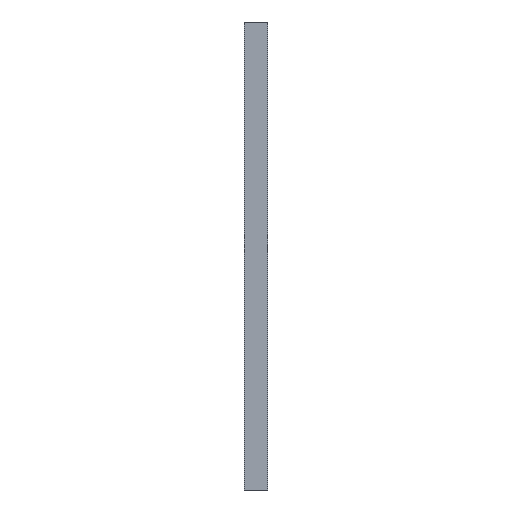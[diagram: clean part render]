
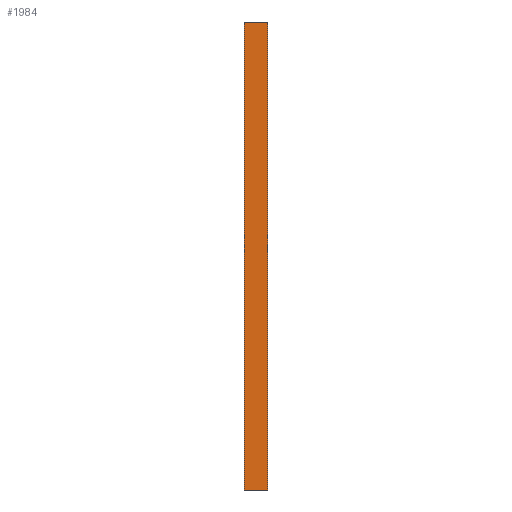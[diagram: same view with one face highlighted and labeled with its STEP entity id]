
A CAD part, left-side view. The second image highlights one B-rep face of the part: STEP entity #1984.
In plain terms, the highlighted planar face has unit normal (-1, 0, 0).
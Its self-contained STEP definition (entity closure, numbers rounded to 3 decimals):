
#356 = EDGE_CURVE ( 'NONE', #6923, #4809, #7057, .T. ) ;
#886 = VECTOR ( 'NONE', #12386, 1000. ) ;
#1780 = CARTESIAN_POINT ( 'NONE',  ( -60., 0., -60. ) ) ;
#1984 = ADVANCED_FACE ( 'NONE', ( #2301 ), #6598, .F. ) ;
#2301 = FACE_OUTER_BOUND ( 'NONE', #5612, .T. ) ;
#2313 = DIRECTION ( 'NONE',  ( 0., 0., 1. ) ) ;
#2375 = ORIENTED_EDGE ( 'NONE', *, *, #9886, .F. ) ;
#3428 = ORIENTED_EDGE ( 'NONE', *, *, #6087, .T. ) ;
#3628 = LINE ( 'NONE', #13407, #886 ) ;
#4036 = DIRECTION ( 'NONE',  ( 0., -1., 0. ) ) ;
#4720 = VECTOR ( 'NONE', #2313, 1000. ) ;
#4809 = VERTEX_POINT ( 'NONE', #5505 ) ;
#4888 = LINE ( 'NONE', #9308, #4720 ) ;
#5116 = CARTESIAN_POINT ( 'NONE',  ( -60., 6., -60. ) ) ;
#5505 = CARTESIAN_POINT ( 'NONE',  ( -60., 6., 60. ) ) ;
#5612 = EDGE_LOOP ( 'NONE', ( #3428, #2375, #7726, #12390 ) ) ;
#6087 = EDGE_CURVE ( 'NONE', #13279, #9053, #4888, .T. ) ;
#6598 = PLANE ( 'NONE',  #9580 ) ;
#6776 = VECTOR ( 'NONE', #4036, 1000. ) ;
#6923 = VERTEX_POINT ( 'NONE', #5116 ) ;
#7057 = LINE ( 'NONE', #9075, #9147 ) ;
#7726 = ORIENTED_EDGE ( 'NONE', *, *, #356, .F. ) ;
#8214 = CARTESIAN_POINT ( 'NONE',  ( -60., 6., 60. ) ) ;
#8628 = DIRECTION ( 'NONE',  ( 1., 0., 0. ) ) ;
#9053 = VERTEX_POINT ( 'NONE', #9149 ) ;
#9075 = CARTESIAN_POINT ( 'NONE',  ( -60., 6., -60. ) ) ;
#9147 = VECTOR ( 'NONE', #12102, 1000. ) ;
#9149 = CARTESIAN_POINT ( 'NONE',  ( -60., 0., 60. ) ) ;
#9308 = CARTESIAN_POINT ( 'NONE',  ( -60., 0., -60. ) ) ;
#9517 = LINE ( 'NONE', #8214, #6776 ) ;
#9580 = AXIS2_PLACEMENT_3D ( 'NONE', #12764, #8628, #12864 ) ;
#9886 = EDGE_CURVE ( 'NONE', #4809, #9053, #9517, .T. ) ;
#12102 = DIRECTION ( 'NONE',  ( 0., 0., 1. ) ) ;
#12205 = EDGE_CURVE ( 'NONE', #6923, #13279, #3628, .T. ) ;
#12386 = DIRECTION ( 'NONE',  ( 0., -1., 0. ) ) ;
#12390 = ORIENTED_EDGE ( 'NONE', *, *, #12205, .T. ) ;
#12764 = CARTESIAN_POINT ( 'NONE',  ( -60., 6., -60. ) ) ;
#12864 = DIRECTION ( 'NONE',  ( 0., 0., -1. ) ) ;
#13279 = VERTEX_POINT ( 'NONE', #1780 ) ;
#13407 = CARTESIAN_POINT ( 'NONE',  ( -60., 6., -60. ) ) ;
